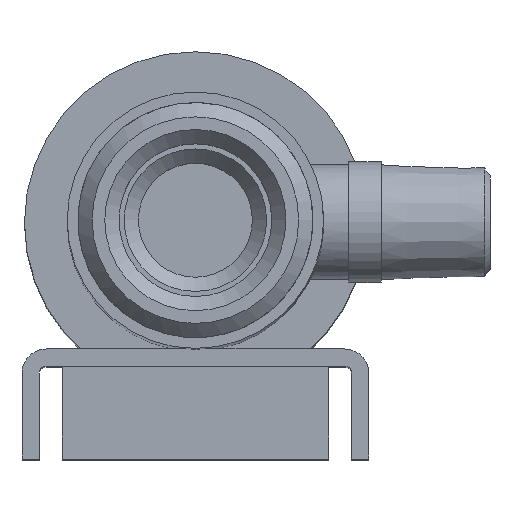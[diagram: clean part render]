
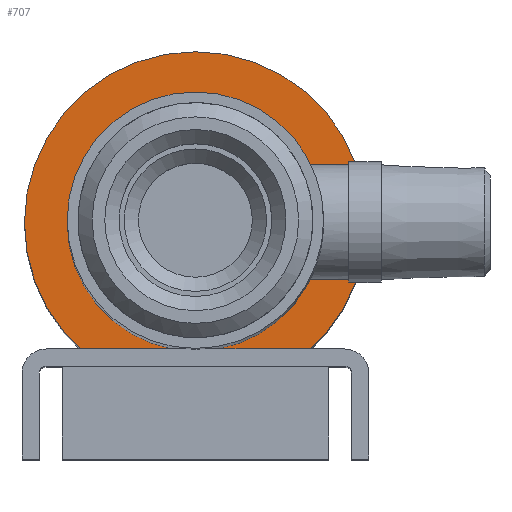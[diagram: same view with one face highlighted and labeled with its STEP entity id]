
A CAD part, top view. The second image highlights one B-rep face of the part: STEP entity #707.
In plain terms, the highlighted planar face has unit normal (0, 0, 1).
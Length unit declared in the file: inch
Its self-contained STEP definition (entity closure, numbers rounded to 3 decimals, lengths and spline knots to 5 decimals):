
#48=PLANE('',#797);
#184=FACE_BOUND('',#306,.T.);
#232=FACE_OUTER_BOUND('',#305,.T.);
#305=EDGE_LOOP('',(#655));
#306=EDGE_LOOP('',(#656));
#343=CIRCLE('',#795,0.75);
#345=CIRCLE('',#798,0.46);
#409=VERTEX_POINT('',#1274);
#411=VERTEX_POINT('',#1279);
#492=EDGE_CURVE('',#409,#409,#343,.T.);
#494=EDGE_CURVE('',#411,#411,#345,.T.);
#655=ORIENTED_EDGE('',*,*,#492,.T.);
#656=ORIENTED_EDGE('',*,*,#494,.F.);
#707=ADVANCED_FACE('',(#232,#184),#48,.T.);
#795=AXIS2_PLACEMENT_3D('',#1275,#1002,#1003);
#797=AXIS2_PLACEMENT_3D('',#1278,#1006,#1007);
#798=AXIS2_PLACEMENT_3D('',#1280,#1008,#1009);
#1002=DIRECTION('center_axis',(0.,0.,1.));
#1003=DIRECTION('ref_axis',(1.,0.,0.));
#1006=DIRECTION('center_axis',(0.,0.,1.));
#1007=DIRECTION('ref_axis',(1.,0.,0.));
#1008=DIRECTION('center_axis',(0.,0.,1.));
#1009=DIRECTION('ref_axis',(1.,0.,0.));
#1274=CARTESIAN_POINT('',(-0.75,0.,-6.1875));
#1275=CARTESIAN_POINT('Origin',(0.,0.,-6.1875));
#1278=CARTESIAN_POINT('Origin',(0.,0.,
-6.1875));
#1279=CARTESIAN_POINT('',(-0.46,0.,-6.1875));
#1280=CARTESIAN_POINT('Origin',(0.,0.,-6.1875));
